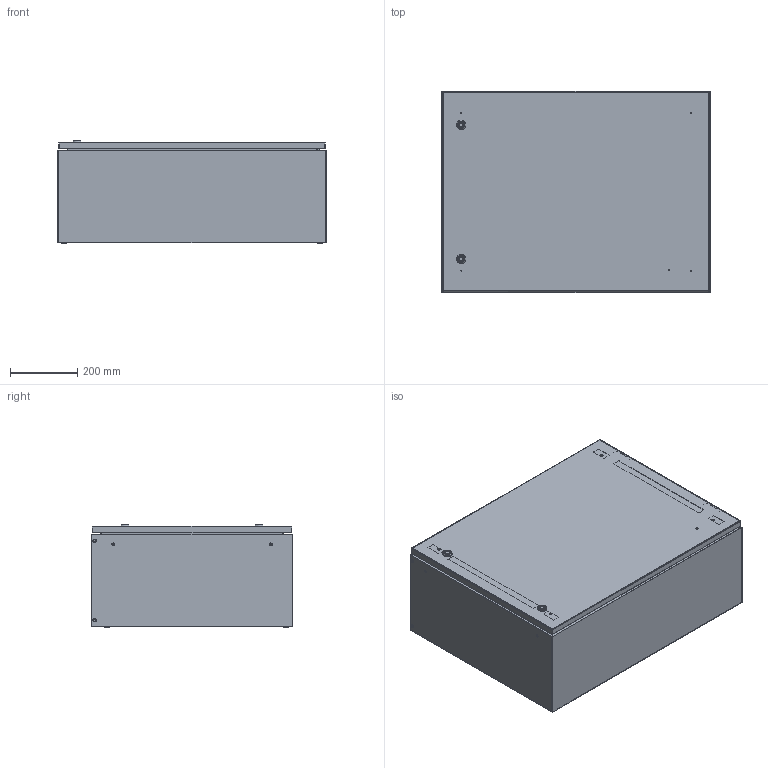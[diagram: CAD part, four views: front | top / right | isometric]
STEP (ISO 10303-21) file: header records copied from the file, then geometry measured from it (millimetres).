
FILE_DESCRIPTION (( 'STEP AP214' ), '1' );
FILE_NAME ('IP-SSL608030_stp.step', '2025-04-28T12:45:23', ( '' ), ( '' ), 'SwSTEP 2.0', 'SolidWorks 2023', '' );
FILE_SCHEMA (( 'AUTOMOTIVE_DESIGN' ));
Length unit declared in the file: millimetre
Products named in the file (1): IP-SSL608030_stp
Bounding box: 801.4 x 600 x 306.5 mm (x, y, z)
Volume: 3616346.5 mm3; surface area: 4818808.3 mm2
Topology: 39 solids, 41 shells, 1890 faces, 4598 edges, 2856 vertices
Faces by surface type: plane 722, cylinder 668, cone 440, bspline 44, torus 16
Entity records: 59227 total; most frequent: CARTESIAN_POINT 14137, DIRECTION 9448, ORIENTED_EDGE 9196, EDGE_CURVE 4598, AXIS2_PLACEMENT_3D 3591, VERTEX_POINT 2856, VECTOR 2266, LINE 2266
